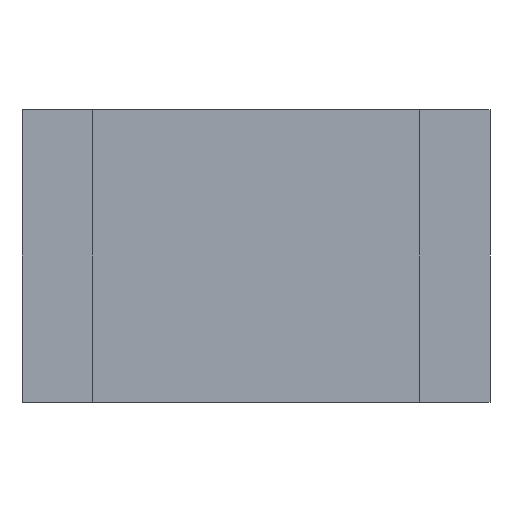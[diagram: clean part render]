
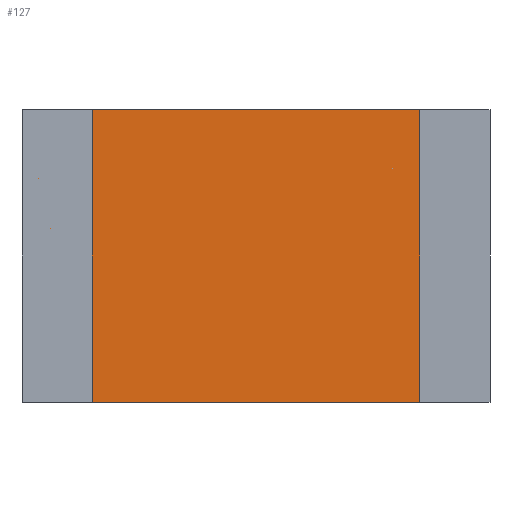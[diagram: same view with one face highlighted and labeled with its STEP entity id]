
A CAD part, front view. The second image highlights one B-rep face of the part: STEP entity #127.
In plain terms, the highlighted planar face has unit normal (0, -1, 0).
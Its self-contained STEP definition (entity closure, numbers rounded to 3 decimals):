
#54 = VERTEX_POINT('',#55);
#55 = CARTESIAN_POINT('',(-0.975,0.025,-0.625));
#70 = VERTEX_POINT('',#71);
#71 = CARTESIAN_POINT('',(0.975,0.025,-0.625));
#77 = EDGE_CURVE('',#54,#70,#78,.T.);
#78 = LINE('',#79,#80);
#79 = CARTESIAN_POINT('',(-0.975,0.025,-0.625));
#80 = VECTOR('',#81,1.);
#81 = DIRECTION('',(1.,0.,0.));
#94 = VERTEX_POINT('',#95);
#95 = CARTESIAN_POINT('',(-0.975,0.025,0.625));
#101 = EDGE_CURVE('',#94,#102,#104,.T.);
#102 = VERTEX_POINT('',#103);
#103 = CARTESIAN_POINT('',(0.975,0.025,0.625));
#104 = LINE('',#105,#106);
#105 = CARTESIAN_POINT('',(-0.975,0.025,0.625));
#106 = VECTOR('',#107,1.);
#107 = DIRECTION('',(1.,0.,0.));
#127 = ADVANCED_FACE('',(#128),#144,.T.);
#128 = FACE_BOUND('',#129,.T.);
#129 = EDGE_LOOP('',(#130,#136,#137,#143));
#130 = ORIENTED_EDGE('',*,*,#131,.F.);
#131 = EDGE_CURVE('',#54,#94,#132,.T.);
#132 = LINE('',#133,#134);
#133 = CARTESIAN_POINT('',(-0.975,0.025,-2.626));
#134 = VECTOR('',#135,1.);
#135 = DIRECTION('',(0.,0.,1.));
#136 = ORIENTED_EDGE('',*,*,#77,.T.);
#137 = ORIENTED_EDGE('',*,*,#138,.T.);
#138 = EDGE_CURVE('',#70,#102,#139,.T.);
#139 = LINE('',#140,#141);
#140 = CARTESIAN_POINT('',(0.975,0.025,-2.626));
#141 = VECTOR('',#142,1.);
#142 = DIRECTION('',(0.,0.,1.));
#143 = ORIENTED_EDGE('',*,*,#101,.F.);
#144 = PLANE('',#145);
#145 = AXIS2_PLACEMENT_3D('',#146,#147,#148);
#146 = CARTESIAN_POINT('',(-0.975,0.025,-2.626));
#147 = DIRECTION('',(0.,-1.,0.));
#148 = DIRECTION('',(1.,0.,0.));
